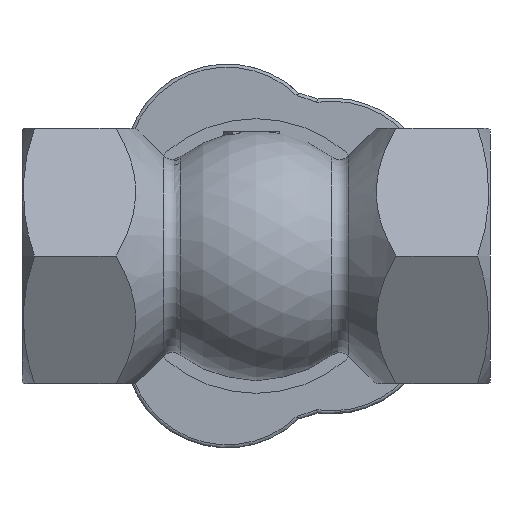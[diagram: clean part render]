
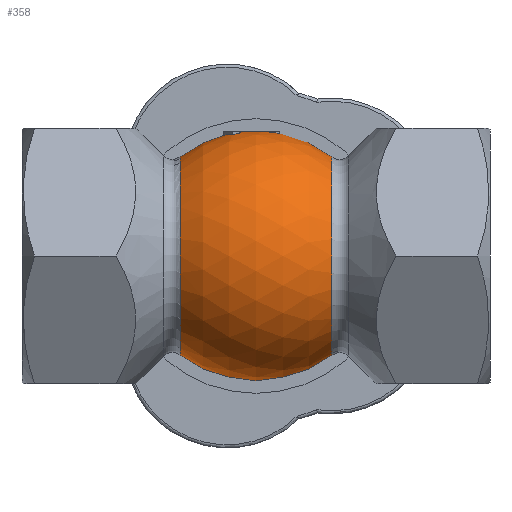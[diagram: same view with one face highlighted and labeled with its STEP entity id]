
A CAD part, front view. The second image highlights one B-rep face of the part: STEP entity #358.
In plain terms, the highlighted spherical face has radius 20 mm.
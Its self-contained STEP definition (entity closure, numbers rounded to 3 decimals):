
#358 = ADVANCED_FACE( '', ( #797, #798 ), #799, .T. );
#797 = FACE_OUTER_BOUND( '', #1303, .T. );
#798 = FACE_BOUND( '', #1304, .T. );
#799 = SPHERICAL_SURFACE( '', #1305, 20. );
#1303 = EDGE_LOOP( '', ( #2246, #2247, #2248, #2249 ) );
#1304 = EDGE_LOOP( '', ( #2250, #2251, #2252, #2253, #2254, #2255, #2256, #2257, #2258 ) );
#1305 = AXIS2_PLACEMENT_3D( '', #2259, #2260, #2261 );
#2246 = ORIENTED_EDGE( '', *, *, #3095, .F. );
#2247 = ORIENTED_EDGE( '', *, *, #3096, .T. );
#2248 = ORIENTED_EDGE( '', *, *, #2901, .T. );
#2249 = ORIENTED_EDGE( '', *, *, #3055, .T. );
#2250 = ORIENTED_EDGE( '', *, *, #2803, .T. );
#2251 = ORIENTED_EDGE( '', *, *, #2877, .T. );
#2252 = ORIENTED_EDGE( '', *, *, #2944, .T. );
#2253 = ORIENTED_EDGE( '', *, *, #3097, .T. );
#2254 = ORIENTED_EDGE( '', *, *, #3098, .T. );
#2255 = ORIENTED_EDGE( '', *, *, #2883, .T. );
#2256 = ORIENTED_EDGE( '', *, *, #3099, .T. );
#2257 = ORIENTED_EDGE( '', *, *, #3058, .T. );
#2258 = ORIENTED_EDGE( '', *, *, #2911, .T. );
#2259 = CARTESIAN_POINT( '', ( 0., 0., 0. ) );
#2260 = DIRECTION( '', ( 1., 0., 0. ) );
#2261 = DIRECTION( '', ( 0., 0., -1. ) );
#2803 = EDGE_CURVE( '', #3319, #3320, #3321, .T. );
#2877 = EDGE_CURVE( '', #3320, #3434, #3435, .T. );
#2883 = EDGE_CURVE( '', #3443, #3444, #3445, .T. );
#2901 = EDGE_CURVE( '', #3474, #3472, #3475, .T. );
#2911 = EDGE_CURVE( '', #3489, #3319, #3490, .T. );
#2944 = EDGE_CURVE( '', #3434, #3540, #3541, .T. );
#3055 = EDGE_CURVE( '', #3472, #3703, #3705, .T. );
#3058 = EDGE_CURVE( '', #3709, #3489, #3710, .T. );
#3095 = EDGE_CURVE( '', #3755, #3703, #3756, .T. );
#3096 = EDGE_CURVE( '', #3755, #3474, #3757, .T. );
#3097 = EDGE_CURVE( '', #3540, #3758, #3759, .T. );
#3098 = EDGE_CURVE( '', #3758, #3443, #3760, .T. );
#3099 = EDGE_CURVE( '', #3444, #3709, #3761, .T. );
#3319 = VERTEX_POINT( '', #4083 );
#3320 = VERTEX_POINT( '', #4084 );
#3321 = CIRCLE( '', #4085, 19.994 );
#3434 = VERTEX_POINT( '', #4344 );
#3435 = CIRCLE( '', #4345, 19.64 );
#3443 = VERTEX_POINT( '', #4355 );
#3444 = VERTEX_POINT( '', #4356 );
#3445 = CIRCLE( '', #4357, 19.482 );
#3472 = VERTEX_POINT( '', #4442 );
#3474 = VERTEX_POINT( '', #4449 );
#3475 = CIRCLE( '', #4450, 12.639 );
#3489 = VERTEX_POINT( '', #4483 );
#3490 = CIRCLE( '', #4484, 19.687 );
#3540 = VERTEX_POINT( '', #4690 );
#3541 = CIRCLE( '', #4691, 19.994 );
#3703 = VERTEX_POINT( '', #5129 );
#3705 = CIRCLE( '', #5136, 15.876 );
#3709 = VERTEX_POINT( '', #5140 );
#3710 = CIRCLE( '', #5141, 19.843 );
#3755 = VERTEX_POINT( '', #5245 );
#3756 = CIRCLE( '', #5246, 12.639 );
#3757 = CIRCLE( '', #5247, 15.876 );
#3758 = VERTEX_POINT( '', #5248 );
#3759 = CIRCLE( '', #5249, 19.687 );
#3760 = CIRCLE( '', #5250, 19.843 );
#3761 = CIRCLE( '', #5251, 19.482 );
#4083 = CARTESIAN_POINT( '', ( -3.778, 0.5, 19.634 ) );
#4084 = CARTESIAN_POINT( '', ( 3.778, 0.5, 19.634 ) );
#4085 = AXIS2_PLACEMENT_3D( '', #5632, #5633, #5634 );
#4344 = CARTESIAN_POINT( '', ( 3.778, -0.5, 19.634 ) );
#4345 = AXIS2_PLACEMENT_3D( '', #5714, #5715, #5716 );
#4355 = CARTESIAN_POINT( '', ( -3.778, -2.5, 19.48 ) );
#4356 = CARTESIAN_POINT( '', ( -5.222, 0., 19.306 ) );
#4357 = AXIS2_PLACEMENT_3D( '', #5722, #5723, #5724 );
#4442 = CARTESIAN_POINT( '', ( 12.163, 15.5, -3.437 ) );
#4449 = CARTESIAN_POINT( '', ( -12.163, 15.5, -3.437 ) );
#4450 = AXIS2_PLACEMENT_3D( '', #5737, #5738, #5739 );
#4483 = CARTESIAN_POINT( '', ( -2.624, 2.5, 19.669 ) );
#4484 = AXIS2_PLACEMENT_3D( '', #5750, #5751, #5752 );
#4690 = CARTESIAN_POINT( '', ( -3.778, -0.5, 19.634 ) );
#4691 = AXIS2_PLACEMENT_3D( '', #5780, #5781, #5782 );
#5129 = CARTESIAN_POINT( '', ( 12.163, 15.5, 3.437 ) );
#5136 = AXIS2_PLACEMENT_3D( '', #5892, #5893, #5894 );
#5140 = CARTESIAN_POINT( '', ( -3.778, 2.5, 19.48 ) );
#5141 = AXIS2_PLACEMENT_3D( '', #5898, #5899, #5900 );
#5245 = CARTESIAN_POINT( '', ( -12.163, 15.5, 3.437 ) );
#5246 = AXIS2_PLACEMENT_3D( '', #5933, #5934, #5935 );
#5247 = AXIS2_PLACEMENT_3D( '', #5936, #5937, #5938 );
#5248 = CARTESIAN_POINT( '', ( -2.624, -2.5, 19.669 ) );
#5249 = AXIS2_PLACEMENT_3D( '', #5939, #5940, #5941 );
#5250 = AXIS2_PLACEMENT_3D( '', #5942, #5943, #5944 );
#5251 = AXIS2_PLACEMENT_3D( '', #5945, #5946, #5947 );
#5632 = CARTESIAN_POINT( '', ( 0., 0.5, 0. ) );
#5633 = DIRECTION( '', ( 0., 1., 0. ) );
#5634 = DIRECTION( '', ( -1., 0., 0. ) );
#5714 = CARTESIAN_POINT( '', ( 3.778, 0., 0. ) );
#5715 = DIRECTION( '', ( 1., 0., 0. ) );
#5716 = DIRECTION( '', ( 0., 0., -1. ) );
#5722 = CARTESIAN_POINT( '', ( -3.916, -2.261, 0. ) );
#5723 = DIRECTION( '', ( -0.866, -0.5, 0. ) );
#5724 = DIRECTION( '', ( 0.5, -0.866, 0. ) );
#5737 = CARTESIAN_POINT( '', ( 0., 15.5, 0. ) );
#5738 = DIRECTION( '', ( 0., -1., 0. ) );
#5739 = DIRECTION( '', ( 0., 0., -1. ) );
#5750 = CARTESIAN_POINT( '', ( -3.05, 1.761, 0. ) );
#5751 = DIRECTION( '', ( 0.866, -0.5, 0. ) );
#5752 = DIRECTION( '', ( 0.5, 0.866, 0. ) );
#5780 = CARTESIAN_POINT( '', ( 0., -0.5, 0. ) );
#5781 = DIRECTION( '', ( 0., -1., 0. ) );
#5782 = DIRECTION( '', ( 1., 0., 0. ) );
#5892 = CARTESIAN_POINT( '', ( 12.163, 0., 0. ) );
#5893 = DIRECTION( '', ( -1., 0., 0. ) );
#5894 = DIRECTION( '', ( 0., 0., 1. ) );
#5898 = CARTESIAN_POINT( '', ( 0., 2.5, 0. ) );
#5899 = DIRECTION( '', ( 0., 1., 0. ) );
#5900 = DIRECTION( '', ( 0., 0., 1. ) );
#5933 = CARTESIAN_POINT( '', ( 0., 15.5, 0. ) );
#5934 = DIRECTION( '', ( 0., 1., 0. ) );
#5935 = DIRECTION( '', ( 0., 0., 1. ) );
#5936 = CARTESIAN_POINT( '', ( -12.163, 0., 0. ) );
#5937 = DIRECTION( '', ( 1., 0., 0. ) );
#5938 = DIRECTION( '', ( 0., 0., -1. ) );
#5939 = CARTESIAN_POINT( '', ( -3.05, -1.761, 0. ) );
#5940 = DIRECTION( '', ( 0.866, 0.5, 0. ) );
#5941 = DIRECTION( '', ( -0.5, 0.866, 0. ) );
#5942 = CARTESIAN_POINT( '', ( 0., -2.5, 0. ) );
#5943 = DIRECTION( '', ( 0., -1., 0. ) );
#5944 = DIRECTION( '', ( 0., 0., -1. ) );
#5945 = CARTESIAN_POINT( '', ( -3.916, 2.261, 0. ) );
#5946 = DIRECTION( '', ( -0.866, 0.5, 0. ) );
#5947 = DIRECTION( '', ( -0.5, -0.866, 0. ) );
